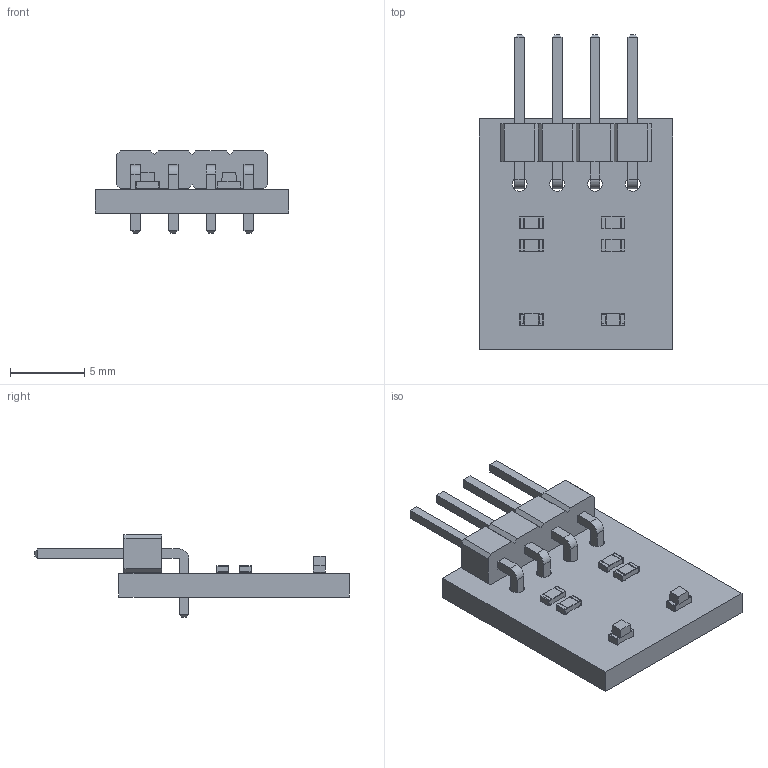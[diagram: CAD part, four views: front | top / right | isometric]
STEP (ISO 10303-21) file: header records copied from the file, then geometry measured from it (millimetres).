
FILE_DESCRIPTION(('KiCad electronic assembly'),'2;1');
FILE_NAME('pyrosim.step','2025-01-15T01:35:52',('Pcbnew'),('Kicad'), 'Open CASCADE STEP processor 7.8','KiCad to STEP converter','Unknown' );
FILE_SCHEMA(('AUTOMOTIVE_DESIGN { 1 0 10303 214 1 1 1 1 }'));
Length unit declared in the file: millimetre
Products named in the file (8): pyrosim 1; R_0603_1608Metric; PinHeader_1x04_P2.54mm_Horizontal; PinHeader_1x04_P254mm_Horizontal; LED_0603_1608Metric; pyrosim_PCB
Assembly tree (11 placements, depth 3):
  pyrosim 1
    R_0603_1608Metric  x4
      R_0603_1608Metric
    PinHeader_1x04_P2.54mm_Horizontal
      PinHeader_1x04_P254mm_Horizontal
    LED_0603_1608Metric  x2
      LED_0603_1608Metric
    pyrosim_PCB
Bounding box: 13 x 21.16 x 5.54 mm (x, y, z)
Volume: 404.7 mm3; surface area: 774.6 mm2
Topology: 8 solids, 8 shells, 326 faces, 836 edges, 536 vertices
Faces by surface type: plane 270, cylinder 56
Full cylindrical faces by diameter (mm): 1 x4
Entity records: 7311 total; most frequent: CARTESIAN_POINT 1027, ORIENTED_EDGE 998, DIRECTION 967, EDGE_CURVE 499, LINE 451, VECTOR 451, VERTEX_POINT 318, AXIS2_PLACEMENT_3D 258
